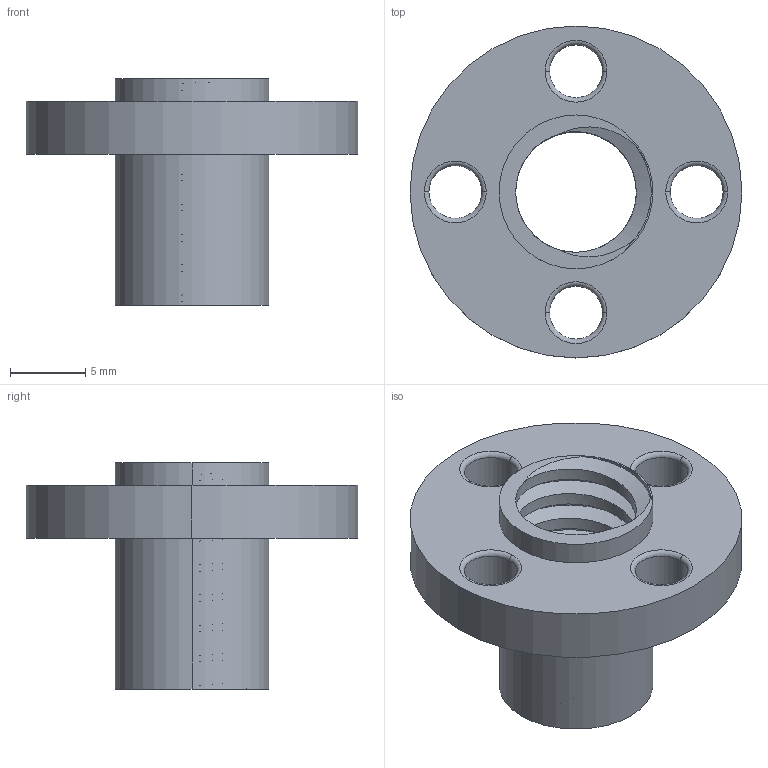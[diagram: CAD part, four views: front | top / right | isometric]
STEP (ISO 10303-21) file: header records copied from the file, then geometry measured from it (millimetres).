
FILE_DESCRIPTION (( 'STEP AP203' ), '1' );
FILE_NAME ('LeadScrew Nut 8mm x 2mmPitch_Default_sldprt.STEP', '2023-01-28T16:53:58', ( 'Windows User' ), ( '' ), 'SwSTEP 2.0', 'SolidWorks 2022', '' );
FILE_SCHEMA (( 'CONFIG_CONTROL_DESIGN' ));
Length unit declared in the file: millimetre
Products named in the file (1): LeadScrew Nut 8mm x 2mmPitch_Default_sldprt
Bounding box: 22 x 22 x 15 mm (x, y, z)
Volume: 1214.5 mm3; surface area: 2030.9 mm2
Topology: 1 solids, 1 shells, 62 faces, 166 edges, 108 vertices
Faces by surface type: cylinder 48, torus 8, plane 4, bspline 2
Entity records: 3219 total; most frequent: CARTESIAN_POINT 1729, ORIENTED_EDGE 332, DIRECTION 272, EDGE_CURVE 166, AXIS2_PLACEMENT_3D 113, VERTEX_POINT 108, EDGE_LOOP 74, ADVANCED_FACE 62
